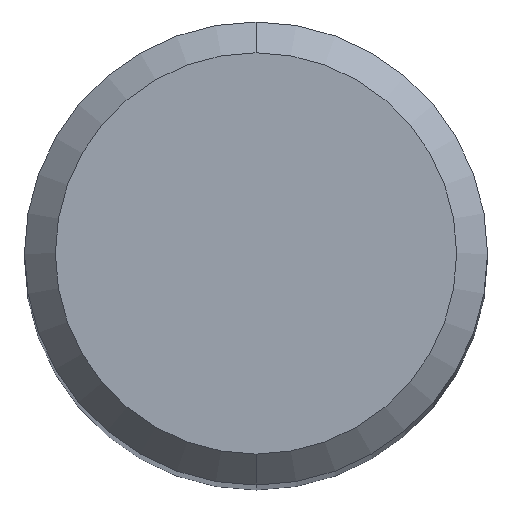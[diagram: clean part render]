
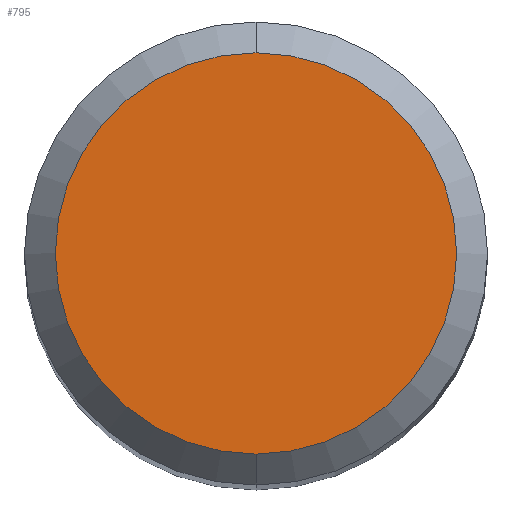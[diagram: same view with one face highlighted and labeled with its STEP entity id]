
A CAD part, top view. The second image highlights one B-rep face of the part: STEP entity #795.
In plain terms, the highlighted planar face has unit normal (0, 0, 1).
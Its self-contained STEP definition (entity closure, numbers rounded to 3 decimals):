
#375=EDGE_CURVE('',#449,#773,#999,.T.);
#449=VERTEX_POINT('',#1080);
#575=EDGE_CURVE('',#773,#449,#1217,.T.);
#773=VERTEX_POINT('',#1430);
#795=ADVANCED_FACE('',(#1453),#1454,.T.);
#999=CIRCLE('',#3404,2.6);
#1080=CARTESIAN_POINT('',(0.0,2.6,0.0));
#1217=CIRCLE('',#5793,2.6);
#1430=CARTESIAN_POINT('',(0.,-2.6,0.0));
#1453=FACE_OUTER_BOUND('',#7778,.T.);
#1454=PLANE('',#7779);
#3404=AXIS2_PLACEMENT_3D('',#9592,#9593,#9594);
#5793=AXIS2_PLACEMENT_3D('',#9804,#9805,#9806);
#7778=EDGE_LOOP('',(#10038,#10039));
#7779=AXIS2_PLACEMENT_3D('',#10040,#10041,#10042);
#9592=CARTESIAN_POINT('',(0.0,0.0,0.0));
#9593=DIRECTION('',(0.0,0.0,-1.0));
#9594=DIRECTION('',(0.0,1.0,0.0));
#9804=CARTESIAN_POINT('',(0.0,0.0,0.0));
#9805=DIRECTION('',(0.0,0.0,-1.0));
#9806=DIRECTION('',(0.0,1.0,0.0));
#10038=ORIENTED_EDGE('',*,*,#375,.F.);
#10039=ORIENTED_EDGE('',*,*,#575,.F.);
#10040=CARTESIAN_POINT('',(0.0,1.3,0.0));
#10041=DIRECTION('',(-0.0,0.0,1.0));
#10042=DIRECTION('',(0.0,-1.0,0.0));
